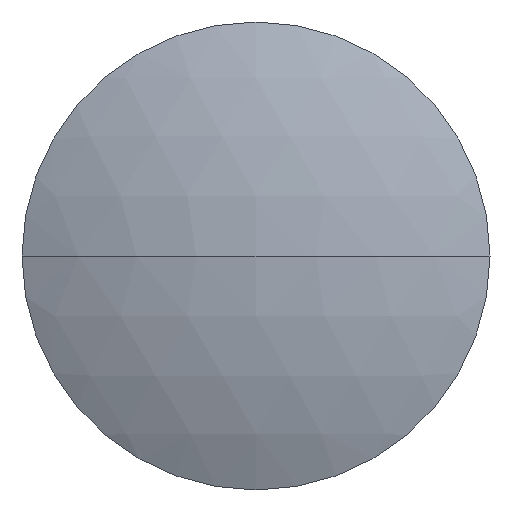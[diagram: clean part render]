
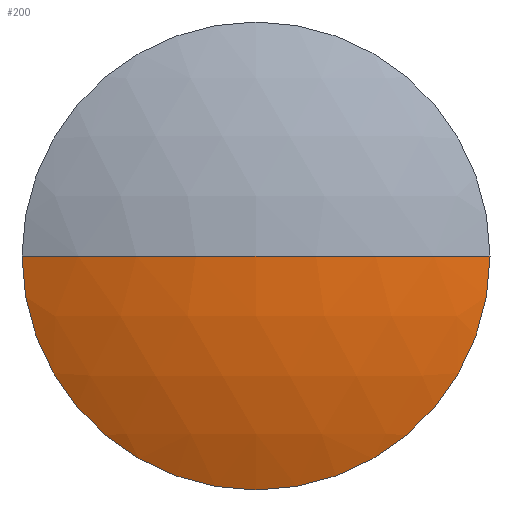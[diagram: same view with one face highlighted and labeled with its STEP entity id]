
A CAD part, left-side view. The second image highlights one B-rep face of the part: STEP entity #200.
In plain terms, the highlighted spherical face has radius 85.927 mm.
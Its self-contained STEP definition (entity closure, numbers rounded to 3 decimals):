
#2 = DIRECTION ( 'NONE',  ( 0., 0., 1. ) ) ;
#5 = VERTEX_POINT ( 'NONE', #218 ) ;
#10 = CARTESIAN_POINT ( 'NONE',  ( 233.021, 133.981, 0. ) ) ;
#15 = SPHERICAL_SURFACE ( 'NONE', #102, 85.927 ) ;
#16 = VERTEX_POINT ( 'NONE', #143 ) ;
#27 = EDGE_CURVE ( 'NONE', #16, #85, #194, .T. ) ;
#29 = CIRCLE ( 'NONE', #244, 35. ) ;
#36 = ORIENTED_EDGE ( 'NONE', *, *, #27, .F. ) ;
#42 = DIRECTION ( 'NONE',  ( 0., 1., 0. ) ) ;
#53 = EDGE_LOOP ( 'NONE', ( #317, #88, #166, #36 ) ) ;
#59 = EDGE_CURVE ( 'NONE', #94, #5, #29, .T. ) ;
#85 = VERTEX_POINT ( 'NONE', #322 ) ;
#88 = ORIENTED_EDGE ( 'NONE', *, *, #59, .T. ) ;
#89 = DIRECTION ( 'NONE',  ( 0., 0., 1. ) ) ;
#90 = DIRECTION ( 'NONE',  ( 0., 0., -1. ) ) ;
#94 = VERTEX_POINT ( 'NONE', #248 ) ;
#102 = AXIS2_PLACEMENT_3D ( 'NONE', #305, #153, #277 ) ;
#118 = CIRCLE ( 'NONE', #342, 35. ) ;
#124 = CARTESIAN_POINT ( 'NONE',  ( 233.021, 133.981, 0. ) ) ;
#127 = AXIS2_PLACEMENT_3D ( 'NONE', #251, #90, #42 ) ;
#143 = CARTESIAN_POINT ( 'NONE',  ( 233.021, 168.981, 0. ) ) ;
#144 = DIRECTION ( 'NONE',  ( 0., 0., 1. ) ) ;
#153 = DIRECTION ( 'NONE',  ( 0., 0., -1. ) ) ;
#166 = ORIENTED_EDGE ( 'NONE', *, *, #292, .T. ) ;
#194 = CIRCLE ( 'NONE', #224, 85.927 ) ;
#195 = DIRECTION ( 'NONE',  ( -1., 0., 0. ) ) ;
#200 = ADVANCED_FACE ( 'NONE', ( #226 ), #15, .T. ) ;
#218 = CARTESIAN_POINT ( 'NONE',  ( 233.021, 98.981, 0. ) ) ;
#224 = AXIS2_PLACEMENT_3D ( 'NONE', #246, #144, #270 ) ;
#226 = FACE_OUTER_BOUND ( 'NONE', #53, .T. ) ;
#232 = EDGE_CURVE ( 'NONE', #16, #94, #118, .T. ) ;
#244 = AXIS2_PLACEMENT_3D ( 'NONE', #10, #195, #2 ) ;
#246 = CARTESIAN_POINT ( 'NONE',  ( 311.497, 133.981, 0. ) ) ;
#248 = CARTESIAN_POINT ( 'NONE',  ( 233.021, 133.981, -35. ) ) ;
#251 = CARTESIAN_POINT ( 'NONE',  ( 311.497, 133.981, 0. ) ) ;
#270 = DIRECTION ( 'NONE',  ( 1., 0., 0. ) ) ;
#277 = DIRECTION ( 'NONE',  ( 0., 1., 0. ) ) ;
#281 = CIRCLE ( 'NONE', #127, 85.927 ) ;
#292 = EDGE_CURVE ( 'NONE', #5, #85, #281, .T. ) ;
#305 = CARTESIAN_POINT ( 'NONE',  ( 311.497, 133.981, 0. ) ) ;
#317 = ORIENTED_EDGE ( 'NONE', *, *, #232, .T. ) ;
#322 = CARTESIAN_POINT ( 'NONE',  ( 225.569, 133.981, 0. ) ) ;
#329 = DIRECTION ( 'NONE',  ( -1., 0., 0. ) ) ;
#342 = AXIS2_PLACEMENT_3D ( 'NONE', #124, #329, #89 ) ;
